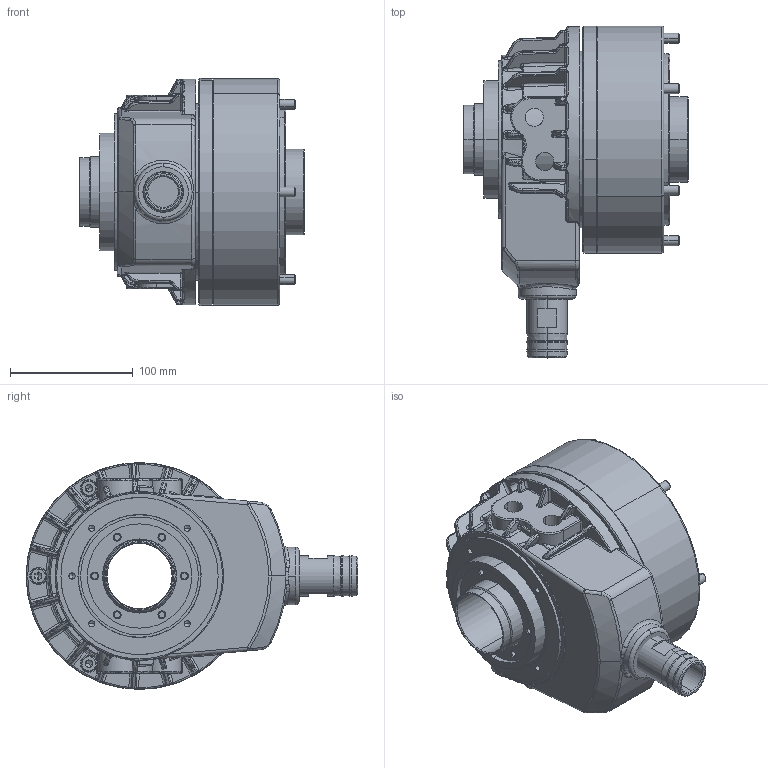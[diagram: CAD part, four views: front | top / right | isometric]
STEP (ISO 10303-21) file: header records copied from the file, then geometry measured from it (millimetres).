
FILE_DESCRIPTION (( 'STEP AP203' ), '1' );
FILE_NAME ('CF-TK-A853.STEP', '2022-01-19T08:03:56', ( '' ), ( '' ), 'SwSTEP 2.0', 'SolidWorks 2016', '' );
FILE_SCHEMA (( 'CONFIG_CONTROL_DESIGN' ));
Length unit declared in the file: millimetre
Products named in the file (9): CT-S08-08000; 圓頭內六角螺栓_M8x70; CF-TK-852-08020; CF-TK-A853; CF-TK-852罩殼; CF-TK-A853閥軸; CF-TK-A853-缸體; CF-TK-A853活塞; O-RING_G55
Assembly tree (13 placements, depth 2):
  CF-TK-A853
    CF-TK-852罩殼
    CF-TK-A853閥軸
    CF-TK-A853-缸體
    CF-TK-A853活塞
    O-RING_G55
    CT-S08-08000
    圓頭內六角螺栓_M8x70  x6
    CF-TK-852-08020
Bounding box: 183 x 270.5 x 185 mm (x, y, z)
Volume: 3039072.2 mm3; surface area: 459762.7 mm2
Topology: 13 solids, 13 shells, 1414 faces, 3427 edges, 2038 vertices
Faces by surface type: cylinder 563, plane 318, bspline 269, cone 176, torus 86, sphere 2
Entity records: 64727 total; most frequent: CARTESIAN_POINT 36200, ORIENTED_EDGE 6158, DIRECTION 4918, EDGE_CURVE 3079, AXIS2_PLACEMENT_3D 1959, VERTEX_POINT 1873, EDGE_LOOP 1444, ADVANCED_FACE 1289
